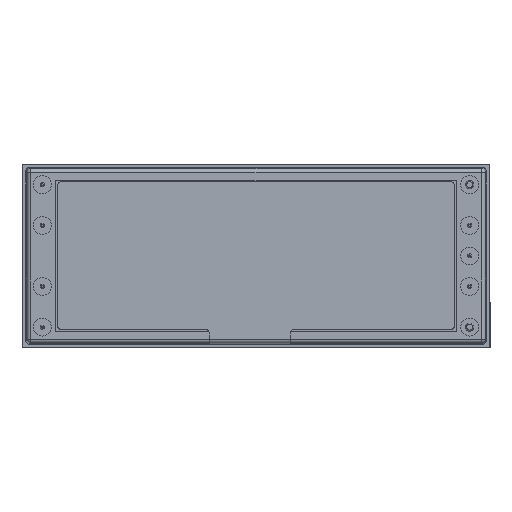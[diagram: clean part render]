
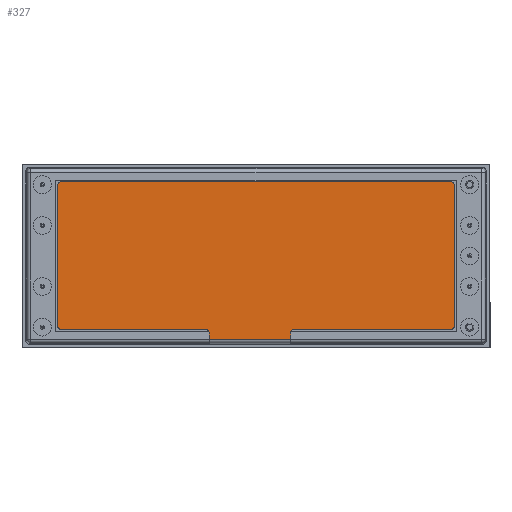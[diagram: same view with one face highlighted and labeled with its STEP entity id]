
A CAD part, top view. The second image highlights one B-rep face of the part: STEP entity #327.
In plain terms, the highlighted planar face has unit normal (0, 0, 1).
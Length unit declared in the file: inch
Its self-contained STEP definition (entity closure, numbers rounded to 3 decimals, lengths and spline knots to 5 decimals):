
#237 = VERTEX_POINT ( 'NONE', #672 ) ;
#269 = VERTEX_POINT ( 'NONE', #854 ) ;
#270 = EDGE_CURVE ( 'NONE', #237, #269, #856, .T. ) ;
#271 = EDGE_CURVE ( 'NONE', #272, #237, #792, .T. ) ;
#272 = VERTEX_POINT ( 'NONE', #783 ) ;
#292 = VERTEX_POINT ( 'NONE', #970 ) ;
#293 = VERTEX_POINT ( 'NONE', #968 ) ;
#294 = EDGE_CURVE ( 'NONE', #391, #272, #972, .T. ) ;
#296 = VERTEX_POINT ( 'NONE', #895 ) ;
#298 = EDGE_CURVE ( 'NONE', #421, #429, #971, .T. ) ;
#322 = EDGE_LOOP ( 'NONE', ( #329, #472, #332, #335, #478, #436, #331, #438, #334, #395, #439, #437, #397, #394 ) ) ;
#324 = VERTEX_POINT ( 'NONE', #1057 ) ;
#325 = EDGE_CURVE ( 'NONE', #336, #326, #1033, .T. ) ;
#326 = VERTEX_POINT ( 'NONE', #1032 ) ;
#327 = ADVANCED_FACE ( 'NONE', ( #1041 ), #1049, .T. ) ;
#329 = ORIENTED_EDGE ( 'NONE', *, *, #491, .F. ) ;
#330 = EDGE_CURVE ( 'NONE', #326, #324, #1079, .T. ) ;
#331 = ORIENTED_EDGE ( 'NONE', *, *, #298, .T. ) ;
#332 = ORIENTED_EDGE ( 'NONE', *, *, #330, .T. ) ;
#333 = EDGE_CURVE ( 'NONE', #324, #343, #1027, .T. ) ;
#334 = ORIENTED_EDGE ( 'NONE', *, *, #425, .T. ) ;
#335 = ORIENTED_EDGE ( 'NONE', *, *, #333, .T. ) ;
#336 = VERTEX_POINT ( 'NONE', #1083 ) ;
#343 = VERTEX_POINT ( 'NONE', #996 ) ;
#378 = EDGE_CURVE ( 'NONE', #343, #296, #956, .T. ) ;
#391 = VERTEX_POINT ( 'NONE', #1149 ) ;
#394 = ORIENTED_EDGE ( 'NONE', *, *, #396, .T. ) ;
#395 = ORIENTED_EDGE ( 'NONE', *, *, #468, .T. ) ;
#396 = EDGE_CURVE ( 'NONE', #269, #442, #1190, .T. ) ;
#397 = ORIENTED_EDGE ( 'NONE', *, *, #270, .T. ) ;
#421 = VERTEX_POINT ( 'NONE', #1170 ) ;
#425 = EDGE_CURVE ( 'NONE', #292, #293, #1273, .T. ) ;
#429 = VERTEX_POINT ( 'NONE', #1097 ) ;
#436 = ORIENTED_EDGE ( 'NONE', *, *, #445, .T. ) ;
#437 = ORIENTED_EDGE ( 'NONE', *, *, #271, .T. ) ;
#438 = ORIENTED_EDGE ( 'NONE', *, *, #449, .T. ) ;
#439 = ORIENTED_EDGE ( 'NONE', *, *, #294, .T. ) ;
#442 = VERTEX_POINT ( 'NONE', #1090 ) ;
#445 = EDGE_CURVE ( 'NONE', #296, #421, #1127, .T. ) ;
#449 = EDGE_CURVE ( 'NONE', #429, #292, #1360, .T. ) ;
#468 = EDGE_CURVE ( 'NONE', #293, #391, #1417, .T. ) ;
#472 = ORIENTED_EDGE ( 'NONE', *, *, #325, .T. ) ;
#478 = ORIENTED_EDGE ( 'NONE', *, *, #378, .T. ) ;
#491 = EDGE_CURVE ( 'NONE', #336, #442, #1530, .T. ) ;
#672 = CARTESIAN_POINT ( 'NONE',  ( -0.63969, -0.47379, -0.10007 ) ) ;
#781 = DIRECTION ( 'NONE',  ( 1., 0., 0. ) ) ;
#782 = VECTOR ( 'NONE', #781, 39.37008 ) ;
#783 = CARTESIAN_POINT ( 'NONE',  ( -2.05969, -0.47379, -0.10007 ) ) ;
#785 = DIRECTION ( 'NONE',  ( 1., 0., 0. ) ) ;
#786 = DIRECTION ( 'NONE',  ( 0., 0., -1. ) ) ;
#787 = AXIS2_PLACEMENT_3D ( 'NONE', #851, #786, #785 ) ;
#791 = CARTESIAN_POINT ( 'NONE',  ( -2.05969, -0.47379, -0.10007 ) ) ;
#792 = LINE ( 'NONE', #791, #782 ) ;
#851 = CARTESIAN_POINT ( 'NONE',  ( -0.63969, -0.50879, -0.10007 ) ) ;
#854 = CARTESIAN_POINT ( 'NONE',  ( -0.60469, -0.50879, -0.10007 ) ) ;
#856 = CIRCLE ( 'NONE', #787, 0.035 ) ;
#890 = CARTESIAN_POINT ( 'NONE',  ( 1.77031, 0.94121, -0.10007 ) ) ;
#895 = CARTESIAN_POINT ( 'NONE',  ( 1.80531, -0.43879, -0.10007 ) ) ;
#898 = DIRECTION ( 'NONE',  ( -1., 0., 0. ) ) ;
#899 = DIRECTION ( 'NONE',  ( 0., 0., 1. ) ) ;
#932 = DIRECTION ( 'NONE',  ( 1., 0., 0. ) ) ;
#933 = DIRECTION ( 'NONE',  ( 0., 0., 1. ) ) ;
#945 = AXIS2_PLACEMENT_3D ( 'NONE', #959, #933, #932 ) ;
#956 = CIRCLE ( 'NONE', #945, 0.035 ) ;
#959 = CARTESIAN_POINT ( 'NONE',  ( 1.77031, -0.43879, -0.10007 ) ) ;
#968 = CARTESIAN_POINT ( 'NONE',  ( -2.09469, 0.94121, -0.10007 ) ) ;
#970 = CARTESIAN_POINT ( 'NONE',  ( -2.05969, 0.97621, -0.10007 ) ) ;
#971 = CIRCLE ( 'NONE', #978, 0.035 ) ;
#972 = CIRCLE ( 'NONE', #977, 0.035 ) ;
#976 = CARTESIAN_POINT ( 'NONE',  ( -2.05969, -0.43879, -0.10007 ) ) ;
#977 = AXIS2_PLACEMENT_3D ( 'NONE', #976, #899, #898 ) ;
#978 = AXIS2_PLACEMENT_3D ( 'NONE', #890, #1061, #1060 ) ;
#996 = CARTESIAN_POINT ( 'NONE',  ( 1.77031, -0.47379, -0.10007 ) ) ;
#1027 = LINE ( 'NONE', #1078, #1072 ) ;
#1028 = DIRECTION ( 'NONE',  ( 0., 1., 0. ) ) ;
#1029 = VECTOR ( 'NONE', #1028, 39.37008 ) ;
#1030 = CARTESIAN_POINT ( 'NONE',  ( 0.19531, -0.83879, -0.10007 ) ) ;
#1031 = AXIS2_PLACEMENT_3D ( 'NONE', #1082, #1081, #1080 ) ;
#1032 = CARTESIAN_POINT ( 'NONE',  ( 0.19531, -0.50879, -0.10007 ) ) ;
#1033 = LINE ( 'NONE', #1030, #1029 ) ;
#1041 = FACE_OUTER_BOUND ( 'NONE', #322, .T. ) ;
#1049 = PLANE ( 'NONE',  #1031 ) ;
#1057 = CARTESIAN_POINT ( 'NONE',  ( 0.23031, -0.47379, -0.10007 ) ) ;
#1060 = DIRECTION ( 'NONE',  ( -1., 0., 0. ) ) ;
#1061 = DIRECTION ( 'NONE',  ( 0., 0., 1. ) ) ;
#1069 = DIRECTION ( 'NONE',  ( 1., 0., 0. ) ) ;
#1072 = VECTOR ( 'NONE', #1069, 39.37008 ) ;
#1073 = DIRECTION ( 'NONE',  ( -1., 0., 0. ) ) ;
#1074 = DIRECTION ( 'NONE',  ( 0., 0., -1. ) ) ;
#1075 = CARTESIAN_POINT ( 'NONE',  ( 0.23031, -0.50879, -0.10007 ) ) ;
#1076 = AXIS2_PLACEMENT_3D ( 'NONE', #1075, #1074, #1073 ) ;
#1078 = CARTESIAN_POINT ( 'NONE',  ( 0.23031, -0.47379, -0.10007 ) ) ;
#1079 = CIRCLE ( 'NONE', #1076, 0.035 ) ;
#1080 = DIRECTION ( 'NONE',  ( 1., 0., 0. ) ) ;
#1081 = DIRECTION ( 'NONE',  ( 0., 0., 1. ) ) ;
#1082 = CARTESIAN_POINT ( 'NONE',  ( 1.77031, -0.43879, -0.10007 ) ) ;
#1083 = CARTESIAN_POINT ( 'NONE',  ( 0.19531, -0.57041, -0.10007 ) ) ;
#1090 = CARTESIAN_POINT ( 'NONE',  ( -0.60469, -0.57041, -0.10007 ) ) ;
#1097 = CARTESIAN_POINT ( 'NONE',  ( 1.77031, 0.97621, -0.10007 ) ) ;
#1120 = VECTOR ( 'NONE', #1125, 39.37008 ) ;
#1125 = DIRECTION ( 'NONE',  ( 0., 1., 0. ) ) ;
#1126 = CARTESIAN_POINT ( 'NONE',  ( 1.80531, -0.43879, -0.10007 ) ) ;
#1127 = LINE ( 'NONE', #1126, #1120 ) ;
#1149 = CARTESIAN_POINT ( 'NONE',  ( -2.09469, -0.43879, -0.10007 ) ) ;
#1164 = DIRECTION ( 'NONE',  ( 0., -1., 0. ) ) ;
#1170 = CARTESIAN_POINT ( 'NONE',  ( 1.80531, 0.94121, -0.10007 ) ) ;
#1188 = VECTOR ( 'NONE', #1164, 39.37008 ) ;
#1189 = CARTESIAN_POINT ( 'NONE',  ( -0.60469, -0.50879, -0.10007 ) ) ;
#1190 = LINE ( 'NONE', #1189, #1188 ) ;
#1227 = DIRECTION ( 'NONE',  ( -1., 0., 0. ) ) ;
#1228 = DIRECTION ( 'NONE',  ( 0., 0., 1. ) ) ;
#1229 = CARTESIAN_POINT ( 'NONE',  ( -2.05969, 0.94121, -0.10007 ) ) ;
#1230 = AXIS2_PLACEMENT_3D ( 'NONE', #1229, #1228, #1227 ) ;
#1273 = CIRCLE ( 'NONE', #1230, 0.035 ) ;
#1360 = LINE ( 'NONE', #1431, #1430 ) ;
#1406 = DIRECTION ( 'NONE',  ( 0., -1., 0. ) ) ;
#1407 = VECTOR ( 'NONE', #1406, 39.37008 ) ;
#1408 = CARTESIAN_POINT ( 'NONE',  ( -2.09469, -0.43879, -0.10007 ) ) ;
#1417 = LINE ( 'NONE', #1408, #1407 ) ;
#1429 = DIRECTION ( 'NONE',  ( -1., 0., 0. ) ) ;
#1430 = VECTOR ( 'NONE', #1429, 39.37008 ) ;
#1431 = CARTESIAN_POINT ( 'NONE',  ( -2.05969, 0.97621, -0.10007 ) ) ;
#1513 = DIRECTION ( 'NONE',  ( -1., 0., 0. ) ) ;
#1514 = VECTOR ( 'NONE', #1513, 39.37008 ) ;
#1517 = CARTESIAN_POINT ( 'NONE',  ( 1.77031, -0.57041, -0.10007 ) ) ;
#1530 = LINE ( 'NONE', #1517, #1514 ) ;
